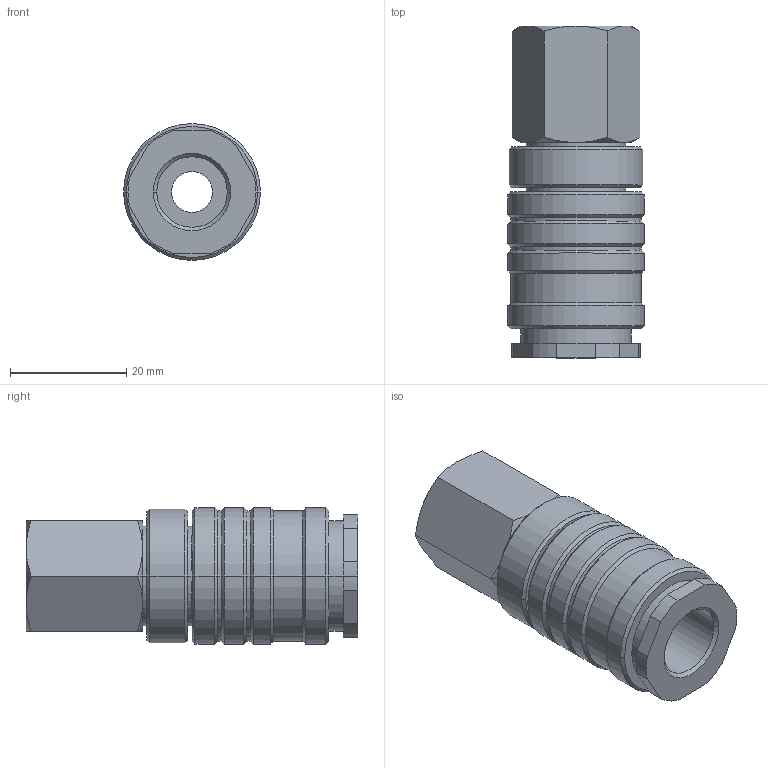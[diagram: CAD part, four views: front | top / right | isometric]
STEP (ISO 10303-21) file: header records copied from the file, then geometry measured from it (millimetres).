
FILE_DESCRIPTION(('STEP AP214'),'1');
FILE_NAME('esi_38_im.stp','2020-03-05T09:13:26',('TraceParts'),('TraceParts S.A.'),'Spatial InterOp 3D',' ',' ');
FILE_SCHEMA(('automotive_design'));
Length unit declared in the file: millimetre
Products named in the file (1): 1
Bounding box: 23.5 x 57 x 23.5 mm (x, y, z)
Volume: 15741.2 mm3; surface area: 7218 mm2
Topology: 1 solids, 1 shells, 98 faces, 212 edges, 124 vertices
Faces by surface type: cone 40, cylinder 36, plane 22
Entity records: 3468 total; most frequent: CARTESIAN_POINT 531, DIRECTION 486, ORIENTED_EDGE 424, EDGE_CURVE 212, AXIS2_PLACEMENT_3D 199, VERTEX_POINT 124, EDGE_LOOP 108, CIRCLE 100
